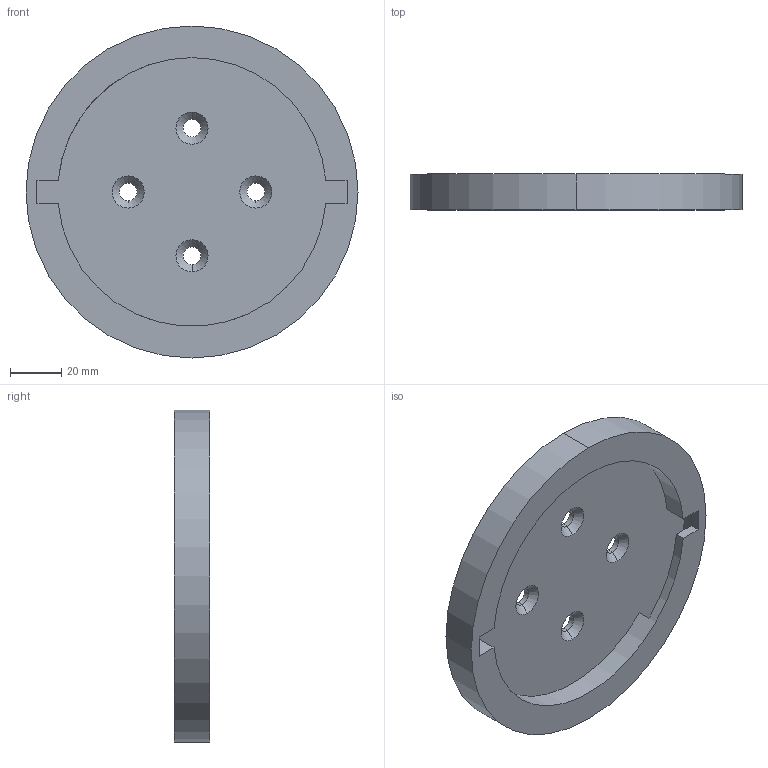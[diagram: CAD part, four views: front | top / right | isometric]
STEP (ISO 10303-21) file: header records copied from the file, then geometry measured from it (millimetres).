
FILE_DESCRIPTION (( 'STEP AP214' ), '1' );
FILE_NAME ('LowerPart.STEP', '2019-06-19T14:31:16', ( '' ), ( '' ), 'SwSTEP 2.0', 'SolidWorks 2018', '' );
FILE_SCHEMA (( 'AUTOMOTIVE_DESIGN' ));
Length unit declared in the file: millimetre
Products named in the file (1): LowerPart
Bounding box: 130 x 14 x 130 mm (x, y, z)
Volume: 100864.2 mm3; surface area: 37282.2 mm2
Topology: 1 solids, 1 shells, 38 faces, 97 edges, 62 vertices
Faces by surface type: cylinder 15, plane 15, cone 8
Entity records: 1207 total; most frequent: DIRECTION 215, CARTESIAN_POINT 198, ORIENTED_EDGE 194, EDGE_CURVE 97, AXIS2_PLACEMENT_3D 79, VERTEX_POINT 62, LINE 57, VECTOR 57
